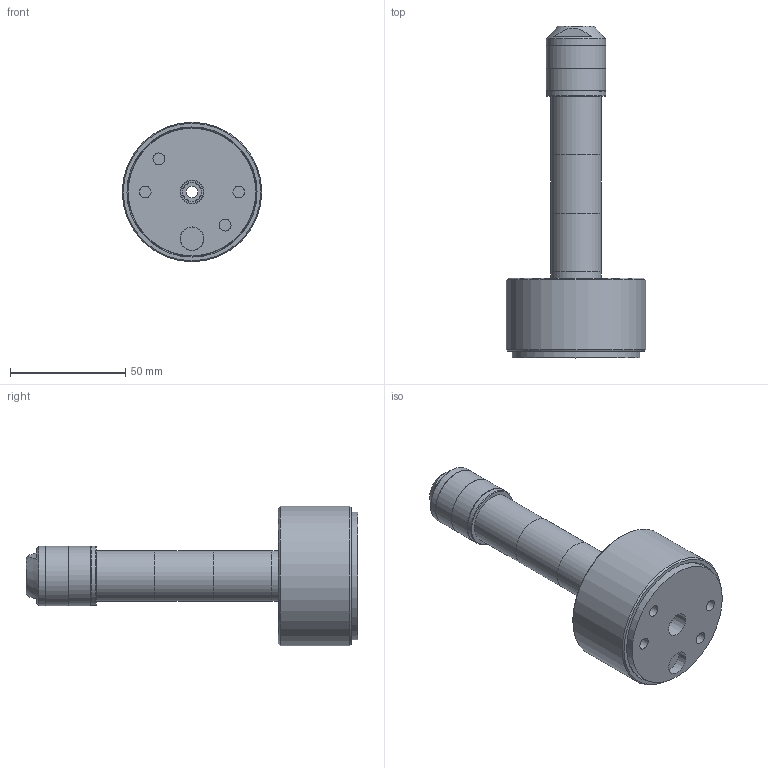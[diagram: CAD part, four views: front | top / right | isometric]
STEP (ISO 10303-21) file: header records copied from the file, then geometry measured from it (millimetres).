
FILE_DESCRIPTION (( 'STEP AP214' ), '1' );
FILE_NAME ('CTSC-001691.STEP', '2026-03-05T20:06:02', ( '' ), ( '' ), 'SwSTEP 2.0', 'SolidWorks 2023', '' );
FILE_SCHEMA (( 'AUTOMOTIVE_DESIGN' ));
Length unit declared in the file: millimetre
Products named in the file (1): CTSC-001691
Bounding box: 60.45 x 143.94 x 60.45 mm (x, y, z)
Volume: 137107 mm3; surface area: 35764.1 mm2
Topology: 9 solids, 9 shells, 82 faces, 145 edges, 96 vertices
Faces by surface type: plane 39, cylinder 30, cone 8, torus 5
Full cylindrical faces by diameter (mm): 5.105 x2, 5.156 x1, 5.16 x2, 7.937 x2, 8.433 x1, 9.525 x1, 9.906 x2, 9.931 x1, 10.236 x5, 16.51 x1, 16.739 x1, 21.793 x4, 25.756 x4, 55.321 x1, 55.575 x1, 60.452 x1
Entity records: 2414 total; most frequent: CARTESIAN_POINT 339, DIRECTION 334, ORIENTED_EDGE 190, AXIS2_PLACEMENT_3D 162, EDGE_LOOP 156, FACE_OUTER_BOUND 115, EDGE_CURVE 95, VERTEX_POINT 87
